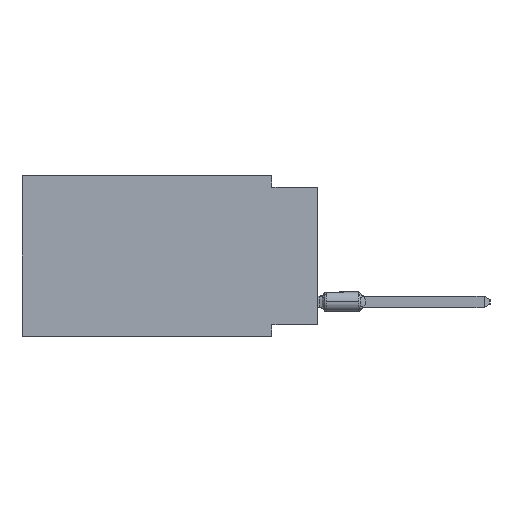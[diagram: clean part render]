
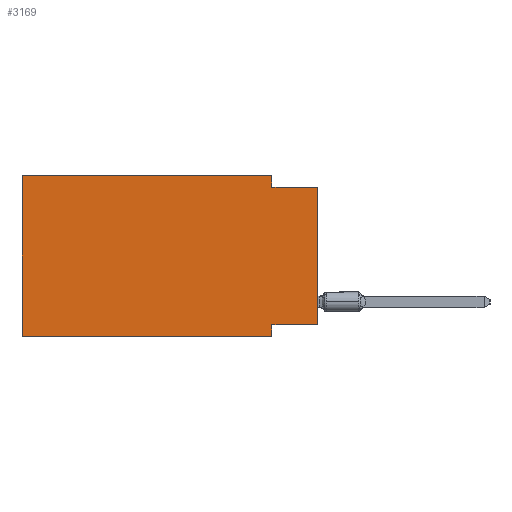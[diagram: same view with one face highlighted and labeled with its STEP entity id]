
A CAD part, left-side view. The second image highlights one B-rep face of the part: STEP entity #3169.
In plain terms, the highlighted planar face has unit normal (-1, 0, 0).
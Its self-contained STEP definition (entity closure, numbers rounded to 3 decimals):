
#108 = ORIENTED_EDGE ( 'NONE', *, *, #7073, .F. ) ;
#1003 = EDGE_CURVE ( 'NONE', #9722, #39870, #46021, .T. ) ;
#1617 = DIRECTION ( 'NONE',  ( 0., 0., -1. ) ) ;
#1816 = VECTOR ( 'NONE', #1617, 1000. ) ;
#1925 = EDGE_LOOP ( 'NONE', ( #10995, #6737, #2960, #108, #14543, #40735, #37398, #20976 ) ) ;
#2200 = EDGE_CURVE ( 'NONE', #28133, #37531, #13203, .T. ) ;
#2374 = LINE ( 'NONE', #37067, #30168 ) ;
#2960 = ORIENTED_EDGE ( 'NONE', *, *, #2200, .F. ) ;
#3169 = ADVANCED_FACE ( 'NONE', ( #8270 ), #45238, .F. ) ;
#4765 = LINE ( 'NONE', #8722, #27114 ) ;
#5611 = CARTESIAN_POINT ( 'NONE',  ( 0., 0., 0. ) ) ;
#6412 = VECTOR ( 'NONE', #39324, 1000. ) ;
#6586 = CARTESIAN_POINT ( 'NONE',  ( 0., 2.54, 0. ) ) ;
#6737 = ORIENTED_EDGE ( 'NONE', *, *, #36170, .F. ) ;
#7073 = EDGE_CURVE ( 'NONE', #39870, #28133, #4765, .T. ) ;
#8270 = FACE_OUTER_BOUND ( 'NONE', #1925, .T. ) ;
#8321 = CARTESIAN_POINT ( 'NONE',  ( 0., 16.383, 0. ) ) ;
#8722 = CARTESIAN_POINT ( 'NONE',  ( 0., 16.383, 0. ) ) ;
#8823 = VERTEX_POINT ( 'NONE', #41392 ) ;
#9497 = DIRECTION ( 'NONE',  ( 0., 0., -1. ) ) ;
#9722 = VERTEX_POINT ( 'NONE', #40724 ) ;
#10648 = VERTEX_POINT ( 'NONE', #24893 ) ;
#10995 = ORIENTED_EDGE ( 'NONE', *, *, #29241, .T. ) ;
#11487 = DIRECTION ( 'NONE',  ( 1., 0., 0. ) ) ;
#13203 = LINE ( 'NONE', #43473, #32006 ) ;
#13990 = VECTOR ( 'NONE', #26920, 1000. ) ;
#14543 = ORIENTED_EDGE ( 'NONE', *, *, #1003, .F. ) ;
#15213 = CARTESIAN_POINT ( 'NONE',  ( 0., 16.383, 0. ) ) ;
#17361 = AXIS2_PLACEMENT_3D ( 'NONE', #15213, #11487, #41519 ) ;
#19054 = CARTESIAN_POINT ( 'NONE',  ( 0., 2.54, -8.89 ) ) ;
#19892 = DIRECTION ( 'NONE',  ( 0., -1., 0. ) ) ;
#20976 = ORIENTED_EDGE ( 'NONE', *, *, #29327, .F. ) ;
#21700 = EDGE_CURVE ( 'NONE', #9722, #31996, #34933, .T. ) ;
#23431 = CARTESIAN_POINT ( 'NONE',  ( 0., 16.383, 0. ) ) ;
#24531 = VECTOR ( 'NONE', #33942, 1000. ) ;
#24893 = CARTESIAN_POINT ( 'NONE',  ( 0., 0., -0.635 ) ) ;
#26286 = CARTESIAN_POINT ( 'NONE',  ( 0., 16.383, -8.89 ) ) ;
#26920 = DIRECTION ( 'NONE',  ( 0., 0., 1. ) ) ;
#27114 = VECTOR ( 'NONE', #19892, 1000. ) ;
#28133 = VERTEX_POINT ( 'NONE', #6586 ) ;
#29241 = EDGE_CURVE ( 'NONE', #30185, #10648, #43300, .T. ) ;
#29327 = EDGE_CURVE ( 'NONE', #30185, #8823, #2374, .T. ) ;
#29913 = DIRECTION ( 'NONE',  ( 0., -1., 0. ) ) ;
#30168 = VECTOR ( 'NONE', #47519, 1000. ) ;
#30185 = VERTEX_POINT ( 'NONE', #42704 ) ;
#30652 = CARTESIAN_POINT ( 'NONE',  ( 0., 0., -0.635 ) ) ;
#31619 = CARTESIAN_POINT ( 'NONE',  ( 0., 2.54, -8.89 ) ) ;
#31996 = VERTEX_POINT ( 'NONE', #19054 ) ;
#32006 = VECTOR ( 'NONE', #9497, 1000. ) ;
#33942 = DIRECTION ( 'NONE',  ( 0., -1., 0. ) ) ;
#34933 = LINE ( 'NONE', #26286, #24531 ) ;
#36170 = EDGE_CURVE ( 'NONE', #37531, #10648, #38583, .T. ) ;
#37067 = CARTESIAN_POINT ( 'NONE',  ( 0., 0., -8.255 ) ) ;
#37398 = ORIENTED_EDGE ( 'NONE', *, *, #41070, .F. ) ;
#37531 = VERTEX_POINT ( 'NONE', #39151 ) ;
#38583 = LINE ( 'NONE', #30652, #41030 ) ;
#39151 = CARTESIAN_POINT ( 'NONE',  ( 0., 2.54, -0.635 ) ) ;
#39324 = DIRECTION ( 'NONE',  ( 0., 0., 1. ) ) ;
#39870 = VERTEX_POINT ( 'NONE', #8321 ) ;
#40724 = CARTESIAN_POINT ( 'NONE',  ( 0., 16.383, -8.89 ) ) ;
#40735 = ORIENTED_EDGE ( 'NONE', *, *, #21700, .T. ) ;
#41030 = VECTOR ( 'NONE', #29913, 1000. ) ;
#41070 = EDGE_CURVE ( 'NONE', #8823, #31996, #43525, .T. ) ;
#41392 = CARTESIAN_POINT ( 'NONE',  ( 0., 2.54, -8.255 ) ) ;
#41519 = DIRECTION ( 'NONE',  ( 0., 0., -1. ) ) ;
#42704 = CARTESIAN_POINT ( 'NONE',  ( 0., 0., -8.255 ) ) ;
#43300 = LINE ( 'NONE', #5611, #6412 ) ;
#43473 = CARTESIAN_POINT ( 'NONE',  ( 0., 2.54, 0. ) ) ;
#43525 = LINE ( 'NONE', #31619, #1816 ) ;
#45238 = PLANE ( 'NONE',  #17361 ) ;
#46021 = LINE ( 'NONE', #23431, #13990 ) ;
#47519 = DIRECTION ( 'NONE',  ( 0., 1., 0. ) ) ;
